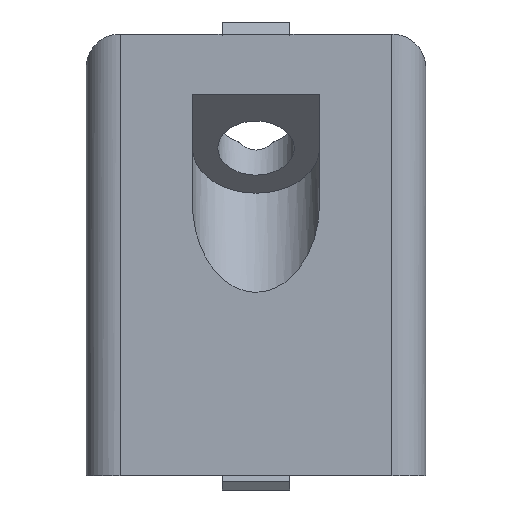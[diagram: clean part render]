
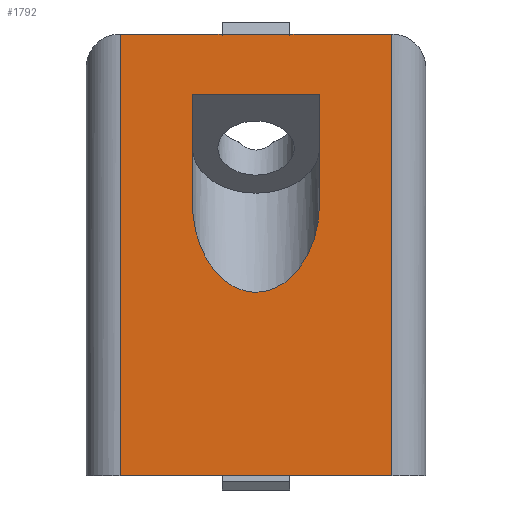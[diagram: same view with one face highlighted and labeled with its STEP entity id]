
A CAD part, front view. The second image highlights one B-rep face of the part: STEP entity #1792.
In plain terms, the highlighted planar face has unit normal (0, -1, 0).
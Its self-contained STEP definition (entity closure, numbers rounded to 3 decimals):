
#73=FACE_BOUND('',#357,.T.);
#74=FACE_BOUND('',#358,.T.);
#99=ELLIPSE('',#1920,10.607,7.5);
#357=EDGE_LOOP('',(#1515,#1516,#1517,#1518));
#358=EDGE_LOOP('',(#1519,#1520,#1521,#1522,#1523,#1524));
#388=LINE('',#2556,#548);
#424=LINE('',#2695,#584);
#428=LINE('',#2703,#588);
#472=LINE('',#2862,#632);
#476=LINE('',#2874,#636);
#478=LINE('',#2877,#638);
#507=LINE('',#2959,#667);
#517=LINE('',#2983,#677);
#519=LINE('',#2986,#679);
#548=VECTOR('',#2031,32.);
#584=VECTOR('',#2143,12.);
#588=VECTOR('',#2147,12.);
#632=VECTOR('',#2329,12.728);
#636=VECTOR('',#2341,12.728);
#638=VECTOR('',#2345,15.);
#667=VECTOR('',#2446,8.);
#677=VECTOR('',#2480,52.);
#679=VECTOR('',#2484,52.);
#701=VERTEX_POINT('',#2553);
#702=VERTEX_POINT('',#2555);
#752=VERTEX_POINT('',#2692);
#753=VERTEX_POINT('',#2694);
#756=VERTEX_POINT('',#2700);
#757=VERTEX_POINT('',#2702);
#802=VERTEX_POINT('',#2860);
#803=VERTEX_POINT('',#2861);
#805=VERTEX_POINT('',#2867);
#807=VERTEX_POINT('',#2873);
#855=EDGE_CURVE('',#701,#702,#388,.T.);
#918=EDGE_CURVE('',#753,#752,#424,.T.);
#922=EDGE_CURVE('',#757,#756,#428,.T.);
#1000=EDGE_CURVE('',#802,#803,#472,.T.);
#1003=EDGE_CURVE('',#803,#805,#99,.T.);
#1006=EDGE_CURVE('',#805,#807,#476,.T.);
#1008=EDGE_CURVE('',#807,#802,#478,.T.);
#1050=EDGE_CURVE('',#756,#753,#507,.T.);
#1060=EDGE_CURVE('',#757,#701,#517,.T.);
#1062=EDGE_CURVE('',#702,#752,#519,.T.);
#1515=ORIENTED_EDGE('',*,*,#1006,.T.);
#1516=ORIENTED_EDGE('',*,*,#1008,.T.);
#1517=ORIENTED_EDGE('',*,*,#1000,.T.);
#1518=ORIENTED_EDGE('',*,*,#1003,.T.);
#1519=ORIENTED_EDGE('',*,*,#1062,.F.);
#1520=ORIENTED_EDGE('',*,*,#855,.F.);
#1521=ORIENTED_EDGE('',*,*,#1060,.F.);
#1522=ORIENTED_EDGE('',*,*,#922,.T.);
#1523=ORIENTED_EDGE('',*,*,#1050,.T.);
#1524=ORIENTED_EDGE('',*,*,#918,.T.);
#1590=PLANE('',#1973);
#1792=ADVANCED_FACE('',(#73,#74),#1590,.T.);
#1920=AXIS2_PLACEMENT_3D('',#2868,#2334,#2335);
#1973=AXIS2_PLACEMENT_3D('',#2987,#2485,#2486);
#2031=DIRECTION('',(-1.,0.,0.));
#2143=DIRECTION('',(-1.,0.,0.));
#2147=DIRECTION('',(-1.,0.,0.));
#2329=DIRECTION('',(0.,0.,-1.));
#2334=DIRECTION('center_axis',(0.,1.,0.));
#2335=DIRECTION('ref_axis',(0.,0.,1.));
#2341=DIRECTION('',(0.,0.,1.));
#2345=DIRECTION('',(1.,0.,0.));
#2446=DIRECTION('',(-1.,0.,0.));
#2480=DIRECTION('',(0.,0.,-1.));
#2484=DIRECTION('',(0.,0.,1.));
#2485=DIRECTION('center_axis',(0.,-1.,0.));
#2486=DIRECTION('ref_axis',(0.,0.,-1.));
#2553=CARTESIAN_POINT('',(28.455,-34.821,0.));
#2555=CARTESIAN_POINT('',(-3.545,-34.821,0.));
#2556=CARTESIAN_POINT('',(32.455,-34.821,0.));
#2692=CARTESIAN_POINT('',(-3.545,-34.821,52.));
#2694=CARTESIAN_POINT('',(8.455,-34.821,52.));
#2695=CARTESIAN_POINT('',(32.455,-34.821,52.));
#2700=CARTESIAN_POINT('',(16.455,-34.821,52.));
#2702=CARTESIAN_POINT('',(28.455,-34.821,52.));
#2703=CARTESIAN_POINT('',(32.455,-34.821,52.));
#2860=CARTESIAN_POINT('',(19.955,-34.821,44.929));
#2861=CARTESIAN_POINT('',(19.955,-34.821,32.201));
#2862=CARTESIAN_POINT('',(19.955,-34.821,13.272));
#2867=CARTESIAN_POINT('',(4.955,-34.821,32.201));
#2868=CARTESIAN_POINT('Origin',(12.455,-34.821,32.201));
#2873=CARTESIAN_POINT('',(4.955,-34.821,44.929));
#2874=CARTESIAN_POINT('',(4.955,-34.821,18.957));
#2877=CARTESIAN_POINT('',(22.455,-34.821,44.929));
#2959=CARTESIAN_POINT('',(32.455,-34.821,52.));
#2983=CARTESIAN_POINT('',(28.455,-34.821,0.));
#2986=CARTESIAN_POINT('',(-3.545,-34.821,0.));
#2987=CARTESIAN_POINT('Origin',(32.455,-34.821,0.));
